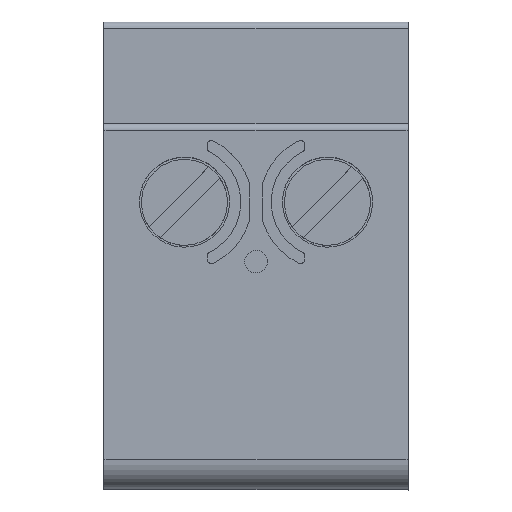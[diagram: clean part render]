
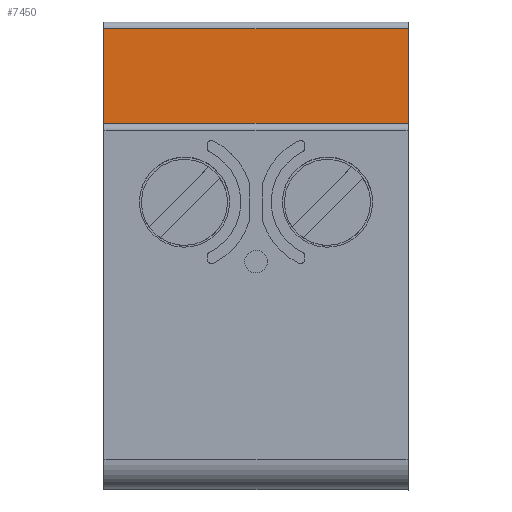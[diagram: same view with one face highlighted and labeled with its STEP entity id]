
A CAD part, top view. The second image highlights one B-rep face of the part: STEP entity #7450.
In plain terms, the highlighted planar face has unit normal (0, 0, 1).
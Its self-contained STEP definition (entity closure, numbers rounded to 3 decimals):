
#7450=ADVANCED_FACE('',(#18314),#18315,.F.);
#7838=VERTEX_POINT('',#18820);
#7842=VERTEX_POINT('',#18825);
#7844=EDGE_CURVE('',#7838,#7842,#18827,.T.);
#8422=VERTEX_POINT('',#19516);
#8424=EDGE_CURVE('',#8422,#7842,#19518,.T.);
#14636=VERTEX_POINT('',#25730);
#14638=EDGE_CURVE('',#14636,#8422,#25732,.T.);
#14640=EDGE_CURVE('',#7838,#14636,#25734,.T.);
#18314=FACE_OUTER_BOUND('',#30577,.T.);
#18315=PLANE('',#30578);
#18820=CARTESIAN_POINT('',(0.,18.75,21.7));
#18825=CARTESIAN_POINT('',(13.5,18.75,21.7));
#18827=LINE('',#31854,#31855);
#19516=CARTESIAN_POINT('',(13.5,14.55,21.7));
#19518=LINE('',#34530,#34531);
#25730=CARTESIAN_POINT('',(0.,14.55,21.7));
#25732=LINE('',#45592,#45593);
#25734=LINE('',#45596,#45597);
#30577=EDGE_LOOP('',(#54755,#54756,#54757,#54758));
#30578=AXIS2_PLACEMENT_3D('',#54759,#54760,#54761);
#31854=CARTESIAN_POINT('',(0.,18.75,21.7));
#31855=VECTOR('',#55551,1.0);
#34530=CARTESIAN_POINT('',(13.5,14.55,21.7));
#34531=VECTOR('',#55836,1.0);
#45592=CARTESIAN_POINT('',(0.,14.55,21.7));
#45593=VECTOR('',#57869,1.0);
#45596=CARTESIAN_POINT('',(0.,18.75,21.7));
#45597=VECTOR('',#57870,1.0);
#54755=ORIENTED_EDGE('',*,*,#14638,.T.);
#54756=ORIENTED_EDGE('',*,*,#8424,.T.);
#54757=ORIENTED_EDGE('',*,*,#7844,.F.);
#54758=ORIENTED_EDGE('',*,*,#14640,.T.);
#54759=CARTESIAN_POINT('',(3.664,18.855,21.7));
#54760=DIRECTION('',(0.0,0.0,-1.0));
#54761=DIRECTION('',(-1.0,0.0,0.0));
#55551=DIRECTION('',(1.0,0.,0.));
#55836=DIRECTION('',(0.,1.0,0.));
#57869=DIRECTION('',(1.0,0.,0.));
#57870=DIRECTION('',(0.,-1.0,0.));
